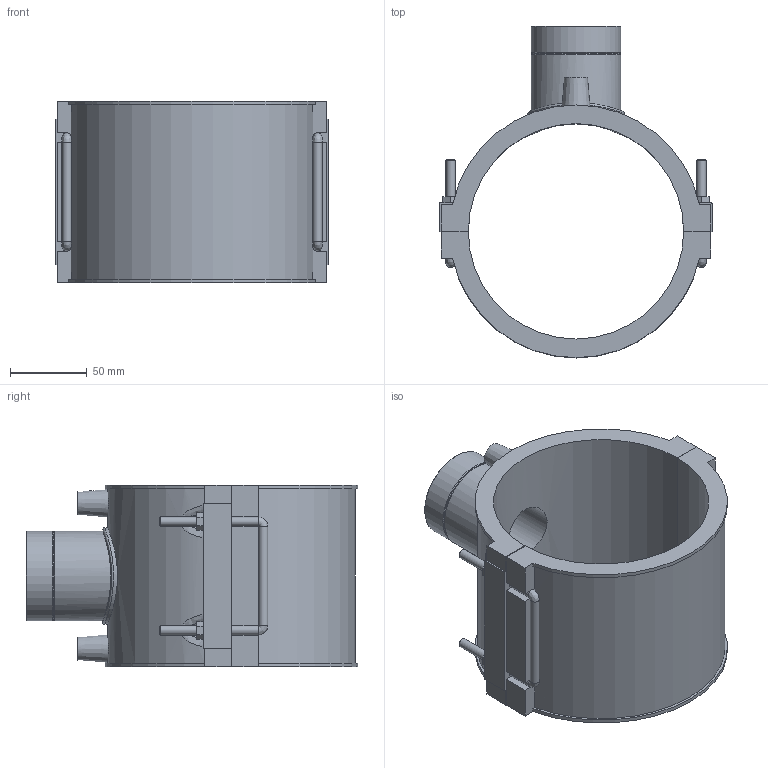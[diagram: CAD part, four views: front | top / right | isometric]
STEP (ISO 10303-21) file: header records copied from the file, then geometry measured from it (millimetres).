
FILE_DESCRIPTION(/* description */ ('PLASSON TRANSITION SADDLE 140-1.1/2"'),/* implementation_level */ '2;1');
FILE_NAME(/* name */ '493804140015.ipt.stp',/* time_stamp */ '2017-11-06T09:16:36+02:00',/* author */ ('KIM'),/* organization */ (''),/* preprocessor_version */ 'ST-DEVELOPER v15.6',/* originating_system */ 'Autodesk Inventor 2015',/* authorisation */ '');
FILE_SCHEMA (('AUTOMOTIVE_DESIGN { 1 0 10303 214 3 1 1 }'));
Length unit declared in the file: millimetre
Products named in the file (1): 493804140015
Bounding box: 177 x 215.61 x 118 mm (x, y, z)
Volume: 733142.7 mm3; surface area: 163591.9 mm2
Topology: 1 solids, 1 shells, 146 faces, 374 edges, 235 vertices
Faces by surface type: plane 90, cylinder 38, cone 9, bspline 9
Full cylindrical faces by diameter (mm): 4 x2, 6 x10, 10 x2, 35.876 x1, 44.845 x1, 57.298 x1, 58.298 x2, 62.783 x1
Entity records: 5003 total; most frequent: CARTESIAN_POINT 1641, ORIENTED_EDGE 668, DIRECTION 659, EDGE_CURVE 332, VERTEX_POINT 228, AXIS2_PLACEMENT_3D 224, LINE 211, VECTOR 211
